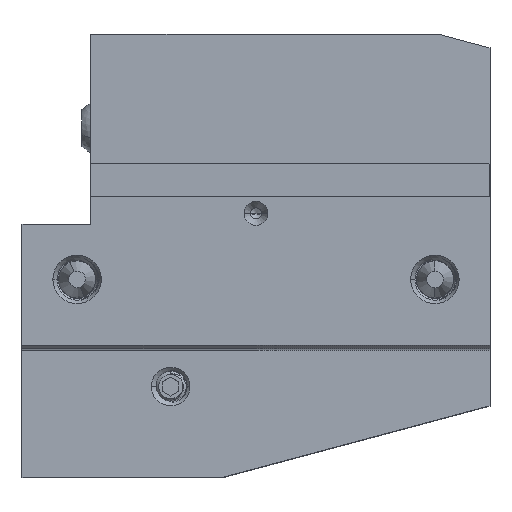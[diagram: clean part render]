
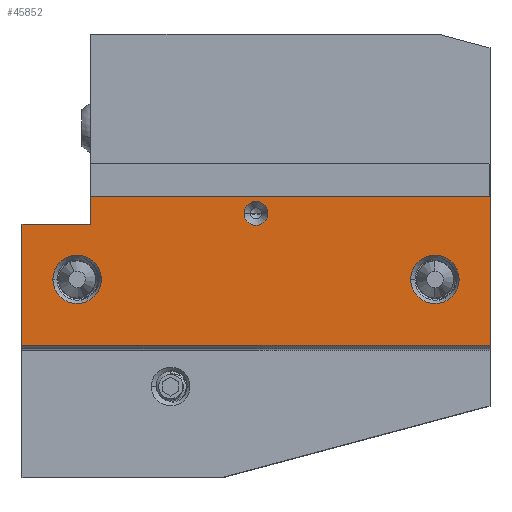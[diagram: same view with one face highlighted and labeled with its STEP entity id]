
A CAD part, top view. The second image highlights one B-rep face of the part: STEP entity #45852.
In plain terms, the highlighted planar face has unit normal (0, 0, 1).
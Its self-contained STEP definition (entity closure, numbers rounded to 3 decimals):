
#253 = DIRECTION ( 'NONE',  ( 0., 1., 0. ) ) ;
#981 = DIRECTION ( 'NONE',  ( 1., 0., 0. ) ) ;
#1012 = CARTESIAN_POINT ( 'NONE',  ( -42.5, 9., 22. ) ) ;
#1324 = CARTESIAN_POINT ( 'NONE',  ( 0., 0., 22. ) ) ;
#1327 = DIRECTION ( 'NONE',  ( 0., 0., 1. ) ) ;
#1351 = DIRECTION ( 'NONE',  ( 1., 0., 0. ) ) ;
#1439 = CARTESIAN_POINT ( 'NONE',  ( 28.1, -12., 22. ) ) ;
#1478 = CARTESIAN_POINT ( 'NONE',  ( 36.9, -12., 22. ) ) ;
#2880 = CIRCLE ( 'NONE', #52728, 4.4 ) ;
#2926 = CIRCLE ( 'NONE', #52646, 4.4 ) ;
#3596 = CARTESIAN_POINT ( 'NONE',  ( -32.5, -12., 22. ) ) ;
#3608 = DIRECTION ( 'NONE',  ( 0., 1., 0. ) ) ;
#3628 = DIRECTION ( 'NONE',  ( 0., 0., -1. ) ) ;
#5150 = PLANE ( 'NONE',  #50507 ) ;
#5171 = CARTESIAN_POINT ( 'NONE',  ( -42.5, 9., 22. ) ) ;
#5239 = DIRECTION ( 'NONE',  ( 0., 0., -1. ) ) ;
#5241 = DIRECTION ( 'NONE',  ( 0., 1., 0. ) ) ;
#7231 = CARTESIAN_POINT ( 'NONE',  ( -32.5, -12., 22. ) ) ;
#7255 = DIRECTION ( 'NONE',  ( 0., 0., -1. ) ) ;
#9131 = VERTEX_POINT ( 'NONE', #60910 ) ;
#9149 = VERTEX_POINT ( 'NONE', #60881 ) ;
#10328 = VERTEX_POINT ( 'NONE', #59989 ) ;
#10359 = VERTEX_POINT ( 'NONE', #60075 ) ;
#10361 = VERTEX_POINT ( 'NONE', #60061 ) ;
#10378 = VERTEX_POINT ( 'NONE', #60083 ) ;
#10391 = VERTEX_POINT ( 'NONE', #60069 ) ;
#10408 = VERTEX_POINT ( 'NONE', #60035 ) ;
#11114 = FACE_OUTER_BOUND ( 'NONE', #11857, .T. ) ;
#11138 = FACE_BOUND ( 'NONE', #11887, .T. ) ;
#11170 = FACE_BOUND ( 'NONE', #12004, .T. ) ;
#11180 = FACE_BOUND ( 'NONE', #11998, .T. ) ;
#11857 = EDGE_LOOP ( 'NONE', ( #24969, #15763, #15751, #24876, #15713, #24945 ) ) ;
#11887 = EDGE_LOOP ( 'NONE', ( #15687, #24938 ) ) ;
#11998 = EDGE_LOOP ( 'NONE', ( #24977, #15673 ) ) ;
#12004 = EDGE_LOOP ( 'NONE', ( #15787, #15775 ) ) ;
#12398 = VERTEX_POINT ( 'NONE', #60201 ) ;
#12406 = VERTEX_POINT ( 'NONE', #60158 ) ;
#15673 = ORIENTED_EDGE ( 'NONE', *, *, #49202, .T. ) ;
#15687 = ORIENTED_EDGE ( 'NONE', *, *, #49930, .F. ) ;
#15713 = ORIENTED_EDGE ( 'NONE', *, *, #49921, .T. ) ;
#15751 = ORIENTED_EDGE ( 'NONE', *, *, #49876, .T. ) ;
#15763 = ORIENTED_EDGE ( 'NONE', *, *, #49923, .T. ) ;
#15775 = ORIENTED_EDGE ( 'NONE', *, *, #49699, .T. ) ;
#15787 = ORIENTED_EDGE ( 'NONE', *, *, #49626, .T. ) ;
#16637 = VECTOR ( 'NONE', #52923, 1000. ) ;
#16639 = LINE ( 'NONE', #52950, #16640 ) ;
#16640 = VECTOR ( 'NONE', #52927, 1000. ) ;
#16699 = LINE ( 'NONE', #52939, #16637 ) ;
#16758 = CIRCLE ( 'NONE', #17290, 2.165 ) ;
#17176 = AXIS2_PLACEMENT_3D ( 'NONE', #7231, #7255, #253 ) ;
#17180 = AXIS2_PLACEMENT_3D ( 'NONE', #3596, #3628, #3608 ) ;
#17290 = AXIS2_PLACEMENT_3D ( 'NONE', #52955, #52920, #52921 ) ;
#17325 = CIRCLE ( 'NONE', #17180, 4.4 ) ;
#17453 = CIRCLE ( 'NONE', #17176, 4.4 ) ;
#17522 = VECTOR ( 'NONE', #981, 1000. ) ;
#17575 = LINE ( 'NONE', #1012, #17522 ) ;
#17605 = VECTOR ( 'NONE', #52460, 1000. ) ;
#17615 = VECTOR ( 'NONE', #52485, 1000. ) ;
#17618 = LINE ( 'NONE', #52405, #17605 ) ;
#17628 = LINE ( 'NONE', #52478, #17615 ) ;
#17630 = LINE ( 'NONE', #52471, #17631 ) ;
#17631 = VECTOR ( 'NONE', #52473, 1000. ) ;
#21416 = CARTESIAN_POINT ( 'NONE',  ( 32.5, -12., 22. ) ) ;
#21420 = DIRECTION ( 'NONE',  ( 0., 0., -1. ) ) ;
#21428 = DIRECTION ( 'NONE',  ( 0., 1., 0. ) ) ;
#21456 = CARTESIAN_POINT ( 'NONE',  ( 32.5, -12., 22. ) ) ;
#21516 = DIRECTION ( 'NONE',  ( 0., 1., 0. ) ) ;
#21540 = DIRECTION ( 'NONE',  ( 0., 0., -1. ) ) ;
#24876 = ORIENTED_EDGE ( 'NONE', *, *, #49801, .F. ) ;
#24938 = ORIENTED_EDGE ( 'NONE', *, *, #51274, .F. ) ;
#24945 = ORIENTED_EDGE ( 'NONE', *, *, #49863, .T. ) ;
#24969 = ORIENTED_EDGE ( 'NONE', *, *, #49875, .F. ) ;
#24977 = ORIENTED_EDGE ( 'NONE', *, *, #49208, .T. ) ;
#35263 = CIRCLE ( 'NONE', #47701, 2.165 ) ;
#45852 = ADVANCED_FACE ( 'NONE', ( #11138, #11114, #11180, #11170 ), #5150, .F. ) ;
#47701 = AXIS2_PLACEMENT_3D ( 'NONE', #1324, #1327, #1351 ) ;
#49202 = EDGE_CURVE ( 'NONE', #60410, #60430, #2880, .T. ) ;
#49208 = EDGE_CURVE ( 'NONE', #60430, #60410, #2926, .T. ) ;
#49626 = EDGE_CURVE ( 'NONE', #12398, #12406, #17325, .T. ) ;
#49699 = EDGE_CURVE ( 'NONE', #12406, #12398, #17453, .T. ) ;
#49801 = EDGE_CURVE ( 'NONE', #10328, #10391, #17575, .T. ) ;
#49863 = EDGE_CURVE ( 'NONE', #10359, #10408, #17618, .T. ) ;
#49875 = EDGE_CURVE ( 'NONE', #10378, #10408, #17628, .T. ) ;
#49876 = EDGE_CURVE ( 'NONE', #10361, #10391, #17630, .T. ) ;
#49921 = EDGE_CURVE ( 'NONE', #10328, #10359, #16699, .T. ) ;
#49923 = EDGE_CURVE ( 'NONE', #10378, #10361, #16639, .T. ) ;
#49930 = EDGE_CURVE ( 'NONE', #9131, #9149, #16758, .T. ) ;
#50507 = AXIS2_PLACEMENT_3D ( 'NONE', #5171, #5239, #5241 ) ;
#51274 = EDGE_CURVE ( 'NONE', #9149, #9131, #35263, .T. ) ;
#52405 = CARTESIAN_POINT ( 'NONE',  ( -30., -2., 22. ) ) ;
#52460 = DIRECTION ( 'NONE',  ( -1., 0., 0. ) ) ;
#52471 = CARTESIAN_POINT ( 'NONE',  ( 42.5, 9., 22. ) ) ;
#52473 = DIRECTION ( 'NONE',  ( 0., 1., 0. ) ) ;
#52478 = CARTESIAN_POINT ( 'NONE',  ( -42.5, -2., 22. ) ) ;
#52485 = DIRECTION ( 'NONE',  ( 0., 1., 0. ) ) ;
#52646 = AXIS2_PLACEMENT_3D ( 'NONE', #21456, #21540, #21516 ) ;
#52728 = AXIS2_PLACEMENT_3D ( 'NONE', #21416, #21420, #21428 ) ;
#52920 = DIRECTION ( 'NONE',  ( 0., 0., 1. ) ) ;
#52921 = DIRECTION ( 'NONE',  ( 1., 0., 0. ) ) ;
#52923 = DIRECTION ( 'NONE',  ( 0., -1., 0. ) ) ;
#52927 = DIRECTION ( 'NONE',  ( 1., 0., 0. ) ) ;
#52939 = CARTESIAN_POINT ( 'NONE',  ( -30., 32.5, 22. ) ) ;
#52950 = CARTESIAN_POINT ( 'NONE',  ( -42.5, -23.939, 22. ) ) ;
#52955 = CARTESIAN_POINT ( 'NONE',  ( 0., 0., 22. ) ) ;
#59989 = CARTESIAN_POINT ( 'NONE',  ( -30., 9., 22. ) ) ;
#60035 = CARTESIAN_POINT ( 'NONE',  ( -42.5, -2., 22. ) ) ;
#60061 = CARTESIAN_POINT ( 'NONE',  ( 42.5, -23.939, 22. ) ) ;
#60069 = CARTESIAN_POINT ( 'NONE',  ( 42.5, 9., 22. ) ) ;
#60075 = CARTESIAN_POINT ( 'NONE',  ( -30., -2., 22. ) ) ;
#60083 = CARTESIAN_POINT ( 'NONE',  ( -42.5, -23.939, 22. ) ) ;
#60158 = CARTESIAN_POINT ( 'NONE',  ( -36.9, -12., 22. ) ) ;
#60201 = CARTESIAN_POINT ( 'NONE',  ( -28.1, -12., 22. ) ) ;
#60410 = VERTEX_POINT ( 'NONE', #1439 ) ;
#60430 = VERTEX_POINT ( 'NONE', #1478 ) ;
#60881 = CARTESIAN_POINT ( 'NONE',  ( -2.165, 0., 22. ) ) ;
#60910 = CARTESIAN_POINT ( 'NONE',  ( 2.165, 0., 22. ) ) ;
